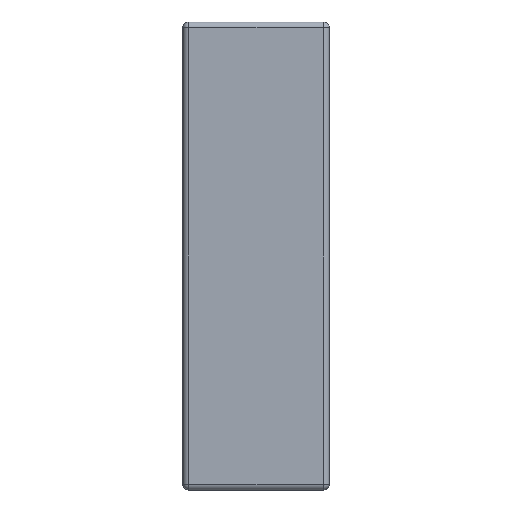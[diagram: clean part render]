
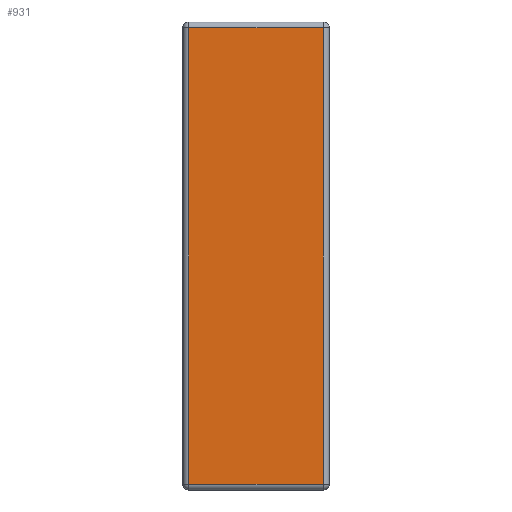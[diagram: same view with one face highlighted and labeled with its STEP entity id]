
A CAD part, left-side view. The second image highlights one B-rep face of the part: STEP entity #931.
In plain terms, the highlighted planar face has unit normal (-1, 0, 0).
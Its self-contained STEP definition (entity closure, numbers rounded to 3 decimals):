
#3 = CARTESIAN_POINT ( 'NONE',  ( -0.4, 0.48, -0.78 ) ) ;
#8 = DIRECTION ( 'NONE',  ( 1., 0., 0. ) ) ;
#12 = ORIENTED_EDGE ( 'NONE', *, *, #996, .T. ) ;
#24 = VECTOR ( 'NONE', #215, 1000. ) ;
#29 = CARTESIAN_POINT ( 'NONE',  ( -0.4, 0.48, 0.78 ) ) ;
#49 = CARTESIAN_POINT ( 'NONE',  ( -0.4, 0.5, 0.78 ) ) ;
#53 = DIRECTION ( 'NONE',  ( 0., 0., -1. ) ) ;
#75 = LINE ( 'NONE', #49, #197 ) ;
#89 = CARTESIAN_POINT ( 'NONE',  ( -0.4, 0.5, -0.78 ) ) ;
#90 = ORIENTED_EDGE ( 'NONE', *, *, #780, .T. ) ;
#197 = VECTOR ( 'NONE', #835, 1000. ) ;
#215 = DIRECTION ( 'NONE',  ( 0., 0., 1. ) ) ;
#219 = DIRECTION ( 'NONE',  ( 0., 0., -1. ) ) ;
#242 = VECTOR ( 'NONE', #53, 1000. ) ;
#252 = CARTESIAN_POINT ( 'NONE',  ( -0.4, 0.48, -0.8 ) ) ;
#262 = VERTEX_POINT ( 'NONE', #29 ) ;
#293 = VECTOR ( 'NONE', #776, 1000. ) ;
#373 = PLANE ( 'NONE',  #907 ) ;
#432 = VERTEX_POINT ( 'NONE', #906 ) ;
#469 = CARTESIAN_POINT ( 'NONE',  ( -0.4, 0.02, -0.78 ) ) ;
#579 = ORIENTED_EDGE ( 'NONE', *, *, #651, .T. ) ;
#645 = ORIENTED_EDGE ( 'NONE', *, *, #929, .T. ) ;
#651 = EDGE_CURVE ( 'NONE', #432, #262, #75, .T. ) ;
#669 = LINE ( 'NONE', #89, #293 ) ;
#776 = DIRECTION ( 'NONE',  ( 0., -1., 0. ) ) ;
#780 = EDGE_CURVE ( 'NONE', #974, #1271, #669, .T. ) ;
#806 = EDGE_LOOP ( 'NONE', ( #12, #90, #645, #579 ) ) ;
#835 = DIRECTION ( 'NONE',  ( 0., 1., 0. ) ) ;
#841 = FACE_OUTER_BOUND ( 'NONE', #806, .T. ) ;
#906 = CARTESIAN_POINT ( 'NONE',  ( -0.4, 0.02, 0.78 ) ) ;
#907 = AXIS2_PLACEMENT_3D ( 'NONE', #1278, #8, #219 ) ;
#929 = EDGE_CURVE ( 'NONE', #1271, #432, #1059, .T. ) ;
#931 = ADVANCED_FACE ( 'NONE', ( #841 ), #373, .F. ) ;
#938 = LINE ( 'NONE', #252, #242 ) ;
#960 = CARTESIAN_POINT ( 'NONE',  ( -0.4, 0.02, -0.8 ) ) ;
#974 = VERTEX_POINT ( 'NONE', #3 ) ;
#996 = EDGE_CURVE ( 'NONE', #262, #974, #938, .T. ) ;
#1059 = LINE ( 'NONE', #960, #24 ) ;
#1271 = VERTEX_POINT ( 'NONE', #469 ) ;
#1278 = CARTESIAN_POINT ( 'NONE',  ( -0.4, 0.5, -0.8 ) ) ;
